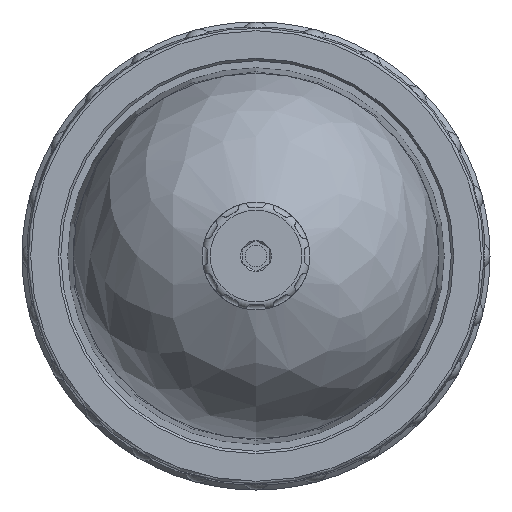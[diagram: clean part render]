
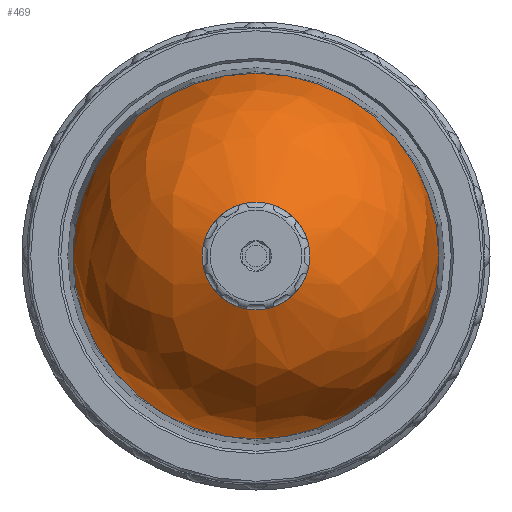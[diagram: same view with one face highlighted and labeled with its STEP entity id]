
A CAD part, front view. The second image highlights one B-rep face of the part: STEP entity #469.
In plain terms, the highlighted free-form (B-spline) face has degree [3, 3] with [4, 7] control points.
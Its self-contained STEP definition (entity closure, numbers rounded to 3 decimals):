
#469 = ADVANCED_FACE( '', ( #1122, #1123 ), #1124, .T. );
#1122 = FACE_OUTER_BOUND( '', #1778, .T. );
#1123 = FACE_OUTER_BOUND( '', #1779, .T. );
#1124 = ( BOUNDED_SURFACE(  )B_SPLINE_SURFACE( 3, 3, ( ( #1782, #1783, #1784, #1785, #1786, #1787, #1788 ), ( #1789, #1790, #1791, #1792, #1793, #1794, #1795 ), ( #1796, #1797, #1798, #1799, #1800, #1801, #1802 ), ( #1803, #1804, #1805, #1806, #1807, #1808, #1809 ) ), .UNSPECIFIED., .F., .T., .F. )B_SPLINE_SURFACE_WITH_KNOTS( ( 4, 4 ), ( 4, 3, 4 ), ( 0., 6.283 ), ( 0.022, 0.647, 1.272 ), .UNSPECIFIED. )GEOMETRIC_REPRESENTATION_ITEM(  )RATIONAL_B_SPLINE_SURFACE( ( ( 1., 0.333, 0.333, 1., 0.333, 0.333, 1. ), ( 0.874, 0.291, 0.291, 0.874, 0.291, 0.291, 0.874 ), ( 0.874, 0.291, 0.291, 0.874, 0.291, 0.291, 0.874 ), ( 1., 0.333, 0.333, 1., 0.333, 0.333, 1. ) ) )REPRESENTATION_ITEM( '' )SURFACE(  ) );
#1778 = EDGE_LOOP( '', ( #4122 ) );
#1779 = EDGE_LOOP( '', ( #4123 ) );
#1782 = CARTESIAN_POINT( '', ( 0., -120.996, -10. ) );
#1783 = CARTESIAN_POINT( '', ( 20., -120.996, -10. ) );
#1784 = CARTESIAN_POINT( '', ( 20., -120.996, 10. ) );
#1785 = CARTESIAN_POINT( '', ( 0., -120.996, 10. ) );
#1786 = CARTESIAN_POINT( '', ( -20., -120.996, 10. ) );
#1787 = CARTESIAN_POINT( '', ( -20., -120.996, -10. ) );
#1788 = CARTESIAN_POINT( '', ( 0., -120.996, -10. ) );
#1789 = CARTESIAN_POINT( '', ( 0., -116.532, -24.504 ) );
#1790 = CARTESIAN_POINT( '', ( 49.007, -116.532, -24.504 ) );
#1791 = CARTESIAN_POINT( '', ( 49.007, -116.532, 24.504 ) );
#1792 = CARTESIAN_POINT( '', ( 0., -116.532, 24.504 ) );
#1793 = CARTESIAN_POINT( '', ( -49.007, -116.532, 24.504 ) );
#1794 = CARTESIAN_POINT( '', ( -49.007, -116.532, -24.504 ) );
#1795 = CARTESIAN_POINT( '', ( 0., -116.532, -24.504 ) );
#1796 = CARTESIAN_POINT( '', ( 0., -104.425, -33.653 ) );
#1797 = CARTESIAN_POINT( '', ( 67.307, -104.425, -33.653 ) );
#1798 = CARTESIAN_POINT( '', ( 67.307, -104.425, 33.653 ) );
#1799 = CARTESIAN_POINT( '', ( 0., -104.425, 33.653 ) );
#1800 = CARTESIAN_POINT( '', ( -67.307, -104.425, 33.653 ) );
#1801 = CARTESIAN_POINT( '', ( -67.307, -104.425, -33.653 ) );
#1802 = CARTESIAN_POINT( '', ( 0., -104.425, -33.653 ) );
#1803 = CARTESIAN_POINT( '', ( 0., -89.254, -33.99 ) );
#1804 = CARTESIAN_POINT( '', ( 67.979, -89.254, -33.99 ) );
#1805 = CARTESIAN_POINT( '', ( 67.979, -89.254, 33.99 ) );
#1806 = CARTESIAN_POINT( '', ( 0., -89.254, 33.99 ) );
#1807 = CARTESIAN_POINT( '', ( -67.979, -89.254, 33.99 ) );
#1808 = CARTESIAN_POINT( '', ( -67.979, -89.254, -33.99 ) );
#1809 = CARTESIAN_POINT( '', ( 0., -89.254, -33.99 ) );
#4122 = ORIENTED_EDGE( '', *, *, #4832, .T. );
#4123 = ORIENTED_EDGE( '', *, *, #4831, .F. );
#4831 = EDGE_CURVE( '', #5986, #5986, #5987, .T. );
#4832 = EDGE_CURVE( '', #5988, #5988, #5989, .T. );
#5986 = VERTEX_POINT( '', #9617 );
#5987 = CIRCLE( '', #9618, 10. );
#5988 = VERTEX_POINT( '', #9619 );
#5989 = CIRCLE( '', #9620, 33.99 );
#9617 = CARTESIAN_POINT( '', ( 0., -120.996, -10. ) );
#9618 = AXIS2_PLACEMENT_3D( '', #10584, #10585, #10586 );
#9619 = CARTESIAN_POINT( '', ( 0., -89.254, -33.99 ) );
#9620 = AXIS2_PLACEMENT_3D( '', #10587, #10588, #10589 );
#10584 = CARTESIAN_POINT( '', ( 0., -120.996, 0. ) );
#10585 = DIRECTION( '', ( 0., -1., 0. ) );
#10586 = DIRECTION( '', ( 0., 0., -1. ) );
#10587 = CARTESIAN_POINT( '', ( 0., -89.254, 0. ) );
#10588 = DIRECTION( '', ( 0., -1., 0. ) );
#10589 = DIRECTION( '', ( 0., 0., -1. ) );
